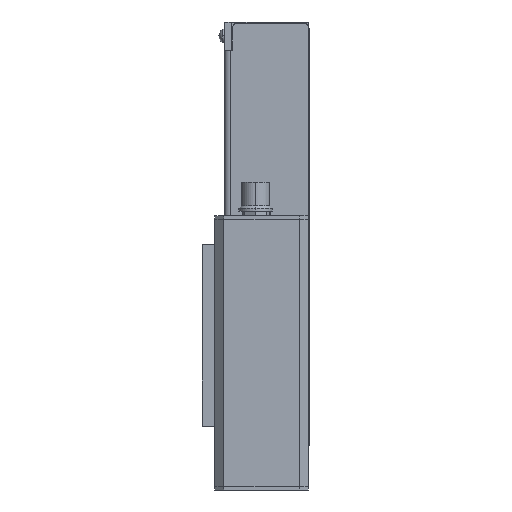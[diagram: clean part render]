
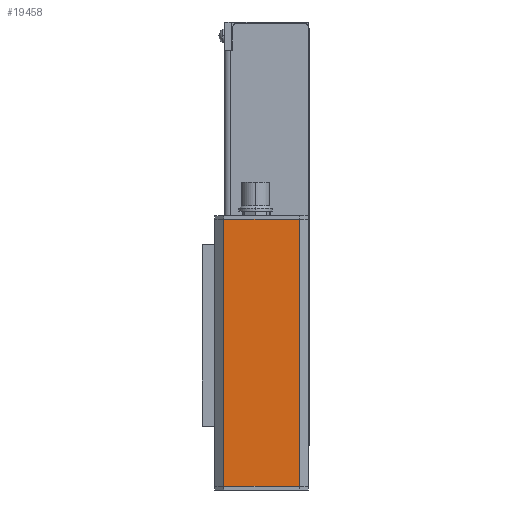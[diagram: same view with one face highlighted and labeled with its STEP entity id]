
A CAD part, left-side view. The second image highlights one B-rep face of the part: STEP entity #19458.
In plain terms, the highlighted face is planar.
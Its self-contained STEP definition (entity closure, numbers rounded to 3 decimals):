
#434 = VECTOR ( 'NONE', #13997, 1000. ) ;
#608 = EDGE_CURVE ( 'NONE', #14741, #17554, #5320, .T. ) ;
#1008 = DIRECTION ( 'NONE',  ( -1., 0., 0. ) ) ;
#1800 = LINE ( 'NONE', #22817, #14686 ) ;
#2453 = CARTESIAN_POINT ( 'NONE',  ( 41., 17., -91.25 ) ) ;
#3300 = DIRECTION ( 'NONE',  ( 0., -1., 0. ) ) ;
#3477 = VECTOR ( 'NONE', #9030, 1000. ) ;
#4606 = CARTESIAN_POINT ( 'NONE',  ( 41., 17., 28.5 ) ) ;
#5320 = LINE ( 'NONE', #19399, #3477 ) ;
#6239 = EDGE_CURVE ( 'NONE', #20250, #10574, #22752, .T. ) ;
#6455 = FACE_OUTER_BOUND ( 'NONE', #7404, .T. ) ;
#6943 = CARTESIAN_POINT ( 'NONE',  ( 41., 17., -91.25 ) ) ;
#7404 = EDGE_LOOP ( 'NONE', ( #13603, #20475, #11727, #13809 ) ) ;
#8308 = PLANE ( 'NONE',  #10814 ) ;
#9030 = DIRECTION ( 'NONE',  ( 0., 0., 1. ) ) ;
#10200 = EDGE_CURVE ( 'NONE', #17554, #10574, #11796, .T. ) ;
#10574 = VERTEX_POINT ( 'NONE', #18458 ) ;
#10672 = CARTESIAN_POINT ( 'NONE',  ( 41., -17., 28.5 ) ) ;
#10699 = EDGE_CURVE ( 'NONE', #20250, #14741, #1800, .T. ) ;
#10814 = AXIS2_PLACEMENT_3D ( 'NONE', #21930, #1008, #18578 ) ;
#11727 = ORIENTED_EDGE ( 'NONE', *, *, #608, .F. ) ;
#11796 = LINE ( 'NONE', #4606, #18402 ) ;
#13603 = ORIENTED_EDGE ( 'NONE', *, *, #6239, .T. ) ;
#13652 = DIRECTION ( 'NONE',  ( 0., 1., 0. ) ) ;
#13809 = ORIENTED_EDGE ( 'NONE', *, *, #10699, .F. ) ;
#13997 = DIRECTION ( 'NONE',  ( 0., 0., 1. ) ) ;
#14686 = VECTOR ( 'NONE', #3300, 1000. ) ;
#14741 = VERTEX_POINT ( 'NONE', #21419 ) ;
#17554 = VERTEX_POINT ( 'NONE', #10672 ) ;
#18402 = VECTOR ( 'NONE', #13652, 1000. ) ;
#18458 = CARTESIAN_POINT ( 'NONE',  ( 41., 17., 28.5 ) ) ;
#18578 = DIRECTION ( 'NONE',  ( 0., 0., 1. ) ) ;
#19399 = CARTESIAN_POINT ( 'NONE',  ( 41., -17., -91.25 ) ) ;
#19458 = ADVANCED_FACE ( 'NONE', ( #6455 ), #8308, .F. ) ;
#20250 = VERTEX_POINT ( 'NONE', #2453 ) ;
#20475 = ORIENTED_EDGE ( 'NONE', *, *, #10200, .F. ) ;
#21419 = CARTESIAN_POINT ( 'NONE',  ( 41., -17., -91.25 ) ) ;
#21930 = CARTESIAN_POINT ( 'NONE',  ( 41., 17., -91.25 ) ) ;
#22752 = LINE ( 'NONE', #6943, #434 ) ;
#22817 = CARTESIAN_POINT ( 'NONE',  ( 41., 17., -91.25 ) ) ;
